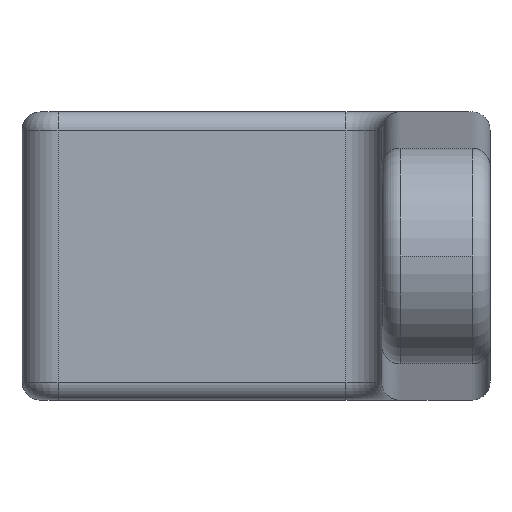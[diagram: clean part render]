
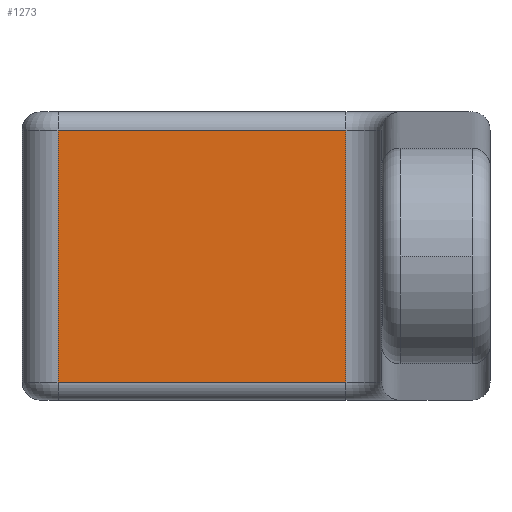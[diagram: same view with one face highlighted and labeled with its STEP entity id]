
A CAD part, front view. The second image highlights one B-rep face of the part: STEP entity #1273.
In plain terms, the highlighted planar face has unit normal (0, -1, 0).
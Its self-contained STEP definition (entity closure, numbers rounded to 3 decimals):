
#61 = CARTESIAN_POINT ( 'NONE',  ( 2., 0., 7. ) ) ;
#146 = CARTESIAN_POINT ( 'NONE',  ( 18., 0., 7. ) ) ;
#194 = DIRECTION ( 'NONE',  ( -1., 0., 0. ) ) ;
#277 = ORIENTED_EDGE ( 'NONE', *, *, #1293, .T. ) ;
#286 = LINE ( 'NONE', #865, #1103 ) ;
#299 = ORIENTED_EDGE ( 'NONE', *, *, #1312, .T. ) ;
#300 = LINE ( 'NONE', #1040, #1126 ) ;
#307 = ORIENTED_EDGE ( 'NONE', *, *, #1269, .F. ) ;
#318 = ORIENTED_EDGE ( 'NONE', *, *, #1210, .T. ) ;
#536 = CARTESIAN_POINT ( 'NONE',  ( 2., 0., 7. ) ) ;
#541 = CARTESIAN_POINT ( 'NONE',  ( 2., 0., -7. ) ) ;
#547 = CARTESIAN_POINT ( 'NONE',  ( 18., 0., -7. ) ) ;
#675 = VECTOR ( 'NONE', #194, 1000. ) ;
#740 = VECTOR ( 'NONE', #948, 1000. ) ;
#762 = LINE ( 'NONE', #61, #675 ) ;
#788 = FACE_OUTER_BOUND ( 'NONE', #1412, .T. ) ;
#830 = LINE ( 'NONE', #920, #740 ) ;
#865 = CARTESIAN_POINT ( 'NONE',  ( 18., 0., 8. ) ) ;
#920 = CARTESIAN_POINT ( 'NONE',  ( 2., 0., -7. ) ) ;
#927 = DIRECTION ( 'NONE',  ( 0., 1., 0. ) ) ;
#928 = DIRECTION ( 'NONE',  ( 0., 0., 1. ) ) ;
#929 = CARTESIAN_POINT ( 'NONE',  ( 2., 0., 8. ) ) ;
#940 = DIRECTION ( 'NONE',  ( 0., 0., -1. ) ) ;
#947 = PLANE ( 'NONE',  #1099 ) ;
#948 = DIRECTION ( 'NONE',  ( 1., 0., 0. ) ) ;
#1039 = DIRECTION ( 'NONE',  ( 0., 0., -1. ) ) ;
#1040 = CARTESIAN_POINT ( 'NONE',  ( 2., 0., 8. ) ) ;
#1099 = AXIS2_PLACEMENT_3D ( 'NONE', #929, #927, #928 ) ;
#1103 = VECTOR ( 'NONE', #940, 1000. ) ;
#1126 = VECTOR ( 'NONE', #1039, 1000. ) ;
#1210 = EDGE_CURVE ( 'NONE', #1470, #1475, #300, .T. ) ;
#1269 = EDGE_CURVE ( 'NONE', #1429, #1463, #286, .T. ) ;
#1273 = ADVANCED_FACE ( 'NONE', ( #788 ), #947, .F. ) ;
#1293 = EDGE_CURVE ( 'NONE', #1475, #1463, #830, .T. ) ;
#1312 = EDGE_CURVE ( 'NONE', #1429, #1470, #762, .T. ) ;
#1412 = EDGE_LOOP ( 'NONE', ( #307, #299, #318, #277 ) ) ;
#1429 = VERTEX_POINT ( 'NONE', #146 ) ;
#1463 = VERTEX_POINT ( 'NONE', #547 ) ;
#1470 = VERTEX_POINT ( 'NONE', #536 ) ;
#1475 = VERTEX_POINT ( 'NONE', #541 ) ;
